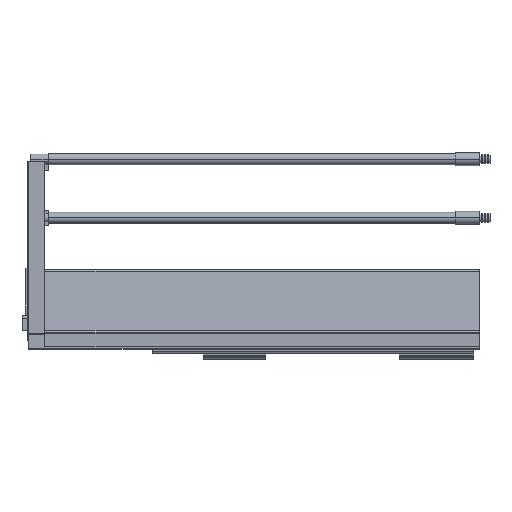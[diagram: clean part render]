
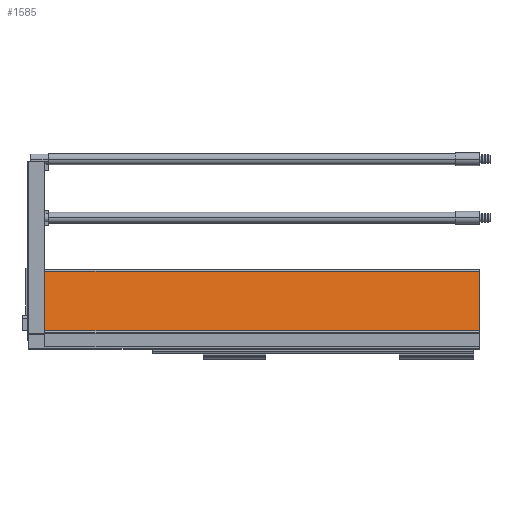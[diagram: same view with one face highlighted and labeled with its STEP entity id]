
A CAD part, top view. The second image highlights one B-rep face of the part: STEP entity #1585.
In plain terms, the highlighted planar face has unit normal (0, 0.139, 0.99).
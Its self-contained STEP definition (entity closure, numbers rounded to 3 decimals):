
#149 = CARTESIAN_POINT ( 'NONE',  ( -473.5, 75.024, 25.028 ) ) ;
#606 = DIRECTION ( 'NONE',  ( 0., 0.99, -0.139 ) ) ;
#774 = VERTEX_POINT ( 'NONE', #1279 ) ;
#1279 = CARTESIAN_POINT ( 'NONE',  ( 0., 75.024, 25.028 ) ) ;
#1585 = ADVANCED_FACE ( 'NONE', ( #1926 ), #4117, .T. ) ;
#1788 = LINE ( 'NONE', #12231, #11359 ) ;
#1852 = DIRECTION ( 'NONE',  ( 0., 0.139, 0.99 ) ) ;
#1926 = FACE_OUTER_BOUND ( 'NONE', #11399, .T. ) ;
#2100 = VECTOR ( 'NONE', #12161, 1000. ) ;
#2148 = DIRECTION ( 'NONE',  ( 1., 0., 0. ) ) ;
#2403 = VECTOR ( 'NONE', #8336, 1000. ) ;
#2430 = EDGE_CURVE ( 'NONE', #7711, #6856, #4206, .T. ) ;
#3150 = ORIENTED_EDGE ( 'NONE', *, *, #2430, .T. ) ;
#4117 = PLANE ( 'NONE',  #8852 ) ;
#4142 = CARTESIAN_POINT ( 'NONE',  ( 0., 10.222, 34.135 ) ) ;
#4206 = LINE ( 'NONE', #4142, #2403 ) ;
#4535 = VERTEX_POINT ( 'NONE', #149 ) ;
#4760 = LINE ( 'NONE', #13281, #2100 ) ;
#5048 = EDGE_CURVE ( 'NONE', #7711, #4535, #1788, .T. ) ;
#6293 = LINE ( 'NONE', #10554, #11297 ) ;
#6856 = VERTEX_POINT ( 'NONE', #12176 ) ;
#7229 = EDGE_CURVE ( 'NONE', #774, #6856, #4760, .T. ) ;
#7711 = VERTEX_POINT ( 'NONE', #10893 ) ;
#8336 = DIRECTION ( 'NONE',  ( 1., 0., 0. ) ) ;
#8852 = AXIS2_PLACEMENT_3D ( 'NONE', #10533, #1852, #12566 ) ;
#10494 = ORIENTED_EDGE ( 'NONE', *, *, #7229, .F. ) ;
#10533 = CARTESIAN_POINT ( 'NONE',  ( -493., 75.024, 25.028 ) ) ;
#10554 = CARTESIAN_POINT ( 'NONE',  ( -493., 75.024, 25.028 ) ) ;
#10594 = ORIENTED_EDGE ( 'NONE', *, *, #13504, .F. ) ;
#10893 = CARTESIAN_POINT ( 'NONE',  ( -473.5, 10.222, 34.135 ) ) ;
#11297 = VECTOR ( 'NONE', #2148, 1000. ) ;
#11359 = VECTOR ( 'NONE', #606, 1000. ) ;
#11399 = EDGE_LOOP ( 'NONE', ( #11640, #3150, #10494, #10594 ) ) ;
#11640 = ORIENTED_EDGE ( 'NONE', *, *, #5048, .F. ) ;
#12161 = DIRECTION ( 'NONE',  ( 0., -0.99, 0.139 ) ) ;
#12176 = CARTESIAN_POINT ( 'NONE',  ( 0., 10.222, 34.135 ) ) ;
#12231 = CARTESIAN_POINT ( 'NONE',  ( -473.5, 75.024, 25.028 ) ) ;
#12566 = DIRECTION ( 'NONE',  ( 0., -0.99, 0.139 ) ) ;
#13281 = CARTESIAN_POINT ( 'NONE',  ( 0., 75.024, 25.028 ) ) ;
#13504 = EDGE_CURVE ( 'NONE', #4535, #774, #6293, .T. ) ;
